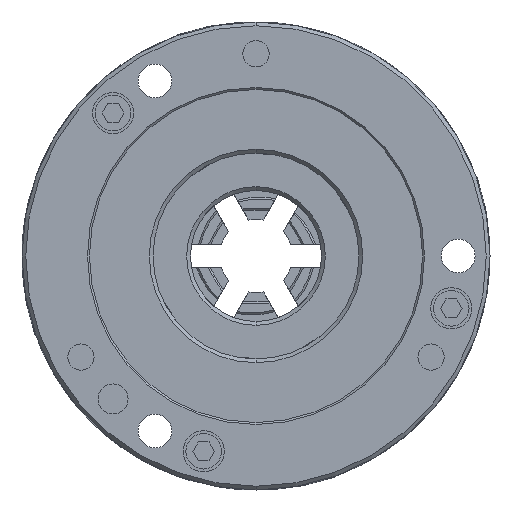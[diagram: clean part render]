
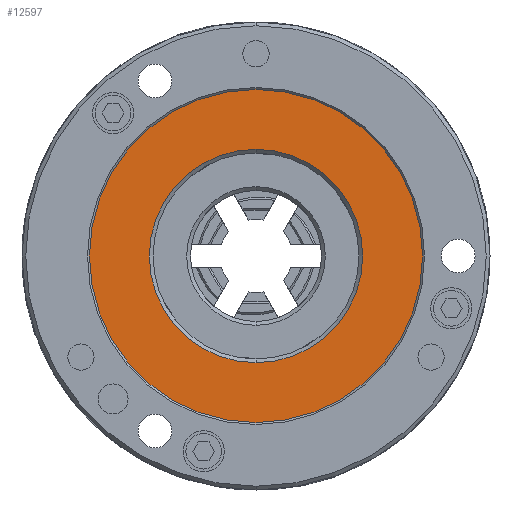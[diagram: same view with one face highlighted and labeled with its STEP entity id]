
A CAD part, front view. The second image highlights one B-rep face of the part: STEP entity #12597.
In plain terms, the highlighted planar face has unit normal (0, -1, 0).
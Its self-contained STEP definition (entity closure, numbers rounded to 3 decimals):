
#37 = EDGE_LOOP ( 'NONE', ( #175, #1108 ) ) ;
#88 = DIRECTION ( 'NONE',  ( 0., 0., -1. ) ) ;
#175 = ORIENTED_EDGE ( 'NONE', *, *, #13500, .F. ) ;
#313 = DIRECTION ( 'NONE',  ( 0., 1., 0. ) ) ;
#339 = AXIS2_PLACEMENT_3D ( 'NONE', #10923, #10993, #11850 ) ;
#456 = DIRECTION ( 'NONE',  ( 0., 0., 1. ) ) ;
#462 = AXIS2_PLACEMENT_3D ( 'NONE', #13243, #8803, #9953 ) ;
#1108 = ORIENTED_EDGE ( 'NONE', *, *, #11157, .F. ) ;
#1615 = ORIENTED_EDGE ( 'NONE', *, *, #13770, .F. ) ;
#2237 = CARTESIAN_POINT ( 'NONE',  ( 0., 0.5, 0. ) ) ;
#2418 = CARTESIAN_POINT ( 'NONE',  ( 0., 0.5, 44.5 ) ) ;
#2456 = FACE_OUTER_BOUND ( 'NONE', #4257, .T. ) ;
#2529 = CIRCLE ( 'NONE', #10952, 28.5 ) ;
#3516 = FACE_BOUND ( 'NONE', #37, .T. ) ;
#4139 = VERTEX_POINT ( 'NONE', #2418 ) ;
#4257 = EDGE_LOOP ( 'NONE', ( #4631, #1615 ) ) ;
#4631 = ORIENTED_EDGE ( 'NONE', *, *, #4991, .F. ) ;
#4991 = EDGE_CURVE ( 'NONE', #10192, #4139, #12190, .T. ) ;
#6548 = DIRECTION ( 'NONE',  ( 0., 1., 0. ) ) ;
#6777 = CARTESIAN_POINT ( 'NONE',  ( -45.034, 0.5, -45.034 ) ) ;
#6851 = PLANE ( 'NONE',  #13908 ) ;
#8119 = VERTEX_POINT ( 'NONE', #9827 ) ;
#8483 = CARTESIAN_POINT ( 'NONE',  ( 0., 0.5, -44.5 ) ) ;
#8803 = DIRECTION ( 'NONE',  ( 0., -1., 0. ) ) ;
#9026 = CARTESIAN_POINT ( 'NONE',  ( 0., 0.5, 28.5 ) ) ;
#9158 = CARTESIAN_POINT ( 'NONE',  ( 0., 0.5, 0. ) ) ;
#9226 = DIRECTION ( 'NONE',  ( 0., 0., -1. ) ) ;
#9827 = CARTESIAN_POINT ( 'NONE',  ( 0., 0.5, -28.5 ) ) ;
#9841 = AXIS2_PLACEMENT_3D ( 'NONE', #2237, #6548, #88 ) ;
#9953 = DIRECTION ( 'NONE',  ( 0., 0., -1. ) ) ;
#10192 = VERTEX_POINT ( 'NONE', #8483 ) ;
#10843 = VERTEX_POINT ( 'NONE', #9026 ) ;
#10923 = CARTESIAN_POINT ( 'NONE',  ( 0., 0.5, 0. ) ) ;
#10952 = AXIS2_PLACEMENT_3D ( 'NONE', #9158, #13532, #9226 ) ;
#10993 = DIRECTION ( 'NONE',  ( 0., 1., 0. ) ) ;
#11157 = EDGE_CURVE ( 'NONE', #10843, #8119, #13465, .T. ) ;
#11850 = DIRECTION ( 'NONE',  ( 0., 0., -1. ) ) ;
#12107 = CIRCLE ( 'NONE', #9841, 44.5 ) ;
#12190 = CIRCLE ( 'NONE', #339, 44.5 ) ;
#12597 = ADVANCED_FACE ( 'NONE', ( #3516, #2456 ), #6851, .F. ) ;
#13243 = CARTESIAN_POINT ( 'NONE',  ( 0., 0.5, 0. ) ) ;
#13465 = CIRCLE ( 'NONE', #462, 28.5 ) ;
#13500 = EDGE_CURVE ( 'NONE', #8119, #10843, #2529, .T. ) ;
#13532 = DIRECTION ( 'NONE',  ( 0., -1., 0. ) ) ;
#13770 = EDGE_CURVE ( 'NONE', #4139, #10192, #12107, .T. ) ;
#13908 = AXIS2_PLACEMENT_3D ( 'NONE', #6777, #313, #456 ) ;
